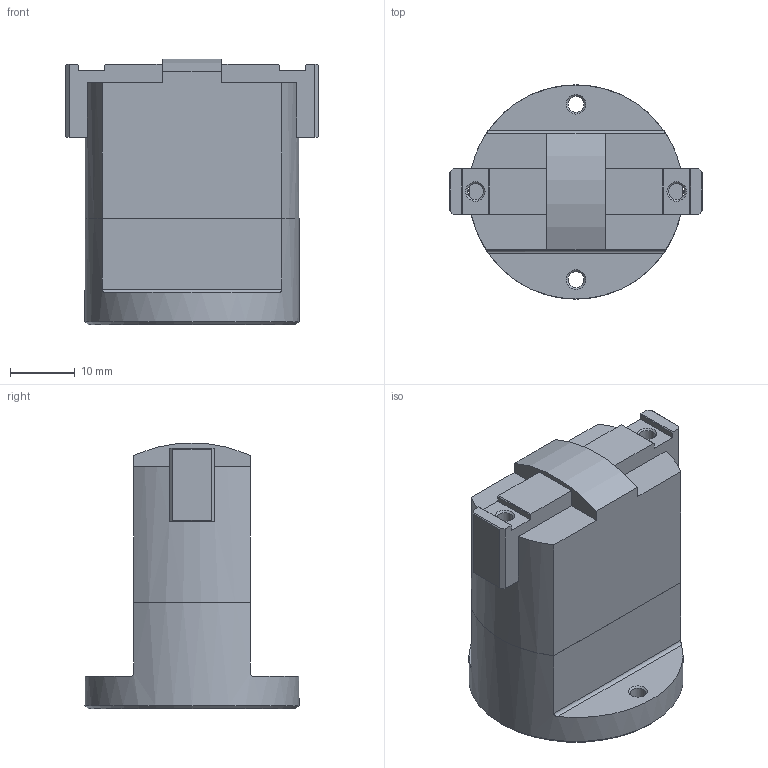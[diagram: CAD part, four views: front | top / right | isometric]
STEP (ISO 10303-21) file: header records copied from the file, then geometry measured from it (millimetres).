
FILE_DESCRIPTION(/* description */ ('STEP AP214'),/* implementation_level */ '2;1');
FILE_NAME(/* name */ '197567_HGPM-12-EO-G9',/* time_stamp */ '2024-08-29T06:43:45+02:00',/* author */ ('License CC BY-ND 4.0'),/* organization */ ('CADENAS'),/* preprocessor_version */ 'ST-DEVELOPER v19.3',/* originating_system */ 'PARTsolutions',/* authorisation */ ' ');
FILE_SCHEMA (('AUTOMOTIVE_DESIGN {1 0 10303 214 3 1 1}'));
Length unit declared in the file: millimetre
Products named in the file (3): 197567 HGPM-12-EO-G9---(0_offen); 197567 HGPM-12-EO-G9---(ZYL_0_offen); 1975xx HGPM-12-EO-G6---(JAW)
Assembly tree (3 placements, depth 2):
  197567 HGPM-12-EO-G9---(0_offen)
    197567 HGPM-12-EO-G9---(ZYL_0_offen)
    1975xx HGPM-12-EO-G6---(JAW)  x2
Bounding box: 39 x 33 x 40.92 mm (x, y, z)
Volume: 23081.3 mm3; surface area: 7793.1 mm2
Topology: 3 solids, 3 shells, 110 faces, 285 edges, 186 vertices
Faces by surface type: plane 82, cone 15, cylinder 13
Full cylindrical faces by diameter (mm): 2.459 x5, 3 x2, 33 x1
Entity records: 2845 total; most frequent: CARTESIAN_POINT 427, DIRECTION 395, ORIENTED_EDGE 376, EDGE_CURVE 188, LINE 147, VECTOR 147, VERTEX_POINT 136, AXIS2_PLACEMENT_3D 124
